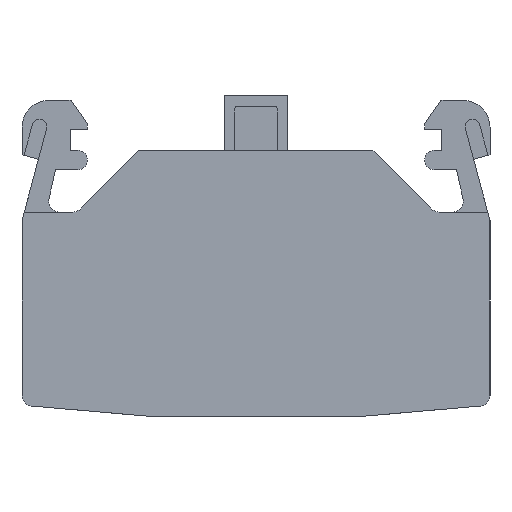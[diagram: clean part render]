
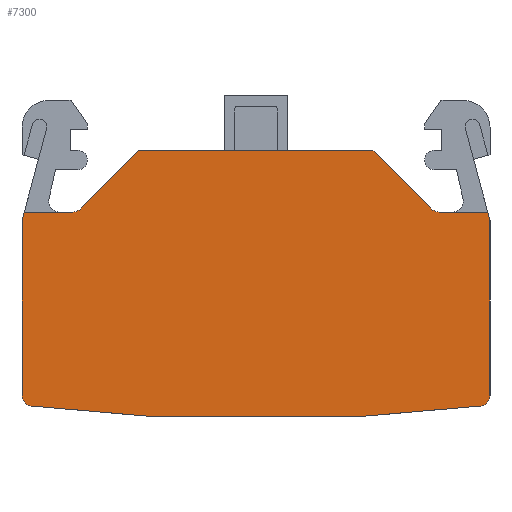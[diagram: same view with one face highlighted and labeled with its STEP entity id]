
A CAD part, front view. The second image highlights one B-rep face of the part: STEP entity #7300.
In plain terms, the highlighted planar face has unit normal (0, -1, 0).
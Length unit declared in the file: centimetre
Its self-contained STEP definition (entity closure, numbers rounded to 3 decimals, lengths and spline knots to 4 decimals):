
#183=CIRCLE('',#7781,0.1);
#184=CIRCLE('',#7784,0.1);
#185=CIRCLE('',#7787,0.1);
#186=CIRCLE('',#7790,0.1);
#501=FACE_OUTER_BOUND('',#895,.T.);
#895=EDGE_LOOP('',(#6171,#6172,#6173,#6174,#6175,#6176,#6177,#6178,#6179,
#6180,#6181,#6182,#6183,#6184,#6185,#6186));
#1713=LINE('',#11455,#2640);
#1716=LINE('',#11461,#2643);
#1719=LINE('',#11466,#2646);
#1721=LINE('',#11471,#2648);
#1724=LINE('',#11476,#2651);
#1747=LINE('',#11524,#2674);
#1763=LINE('',#11555,#2690);
#1766=LINE('',#11562,#2693);
#1767=LINE('',#11566,#2694);
#1769=LINE('',#11572,#2696);
#1772=LINE('',#11580,#2699);
#1773=LINE('',#11582,#2700);
#2640=VECTOR('',#9303,1.113);
#2643=VECTOR('',#9308,0.0828);
#2646=VECTOR('',#9313,1.6434);
#2648=VECTOR('',#9317,0.0828);
#2651=VECTOR('',#9322,0.4571);
#2674=VECTOR('',#9371,1.113);
#2690=VECTOR('',#9405,0.7788);
#2693=VECTOR('',#9414,0.4571);
#2694=VECTOR('',#9421,2.);
#2696=VECTOR('',#9429,1.6434);
#2699=VECTOR('',#9438,0.7788);
#2700=VECTOR('',#9441,2.2);
#3410=VERTEX_POINT('',#11452);
#3411=VERTEX_POINT('',#11454);
#3412=VERTEX_POINT('',#11458);
#3413=VERTEX_POINT('',#11460);
#3414=VERTEX_POINT('',#11464);
#3415=VERTEX_POINT('',#11468);
#3416=VERTEX_POINT('',#11470);
#3417=VERTEX_POINT('',#11474);
#3428=VERTEX_POINT('',#11521);
#3429=VERTEX_POINT('',#11523);
#3434=VERTEX_POINT('',#11552);
#3435=VERTEX_POINT('',#11554);
#3436=VERTEX_POINT('',#11558);
#3437=VERTEX_POINT('',#11568);
#3438=VERTEX_POINT('',#11574);
#3439=VERTEX_POINT('',#11578);
#4331=EDGE_CURVE('',#3411,#3410,#1713,.T.);
#4334=EDGE_CURVE('',#3412,#3413,#1716,.T.);
#4337=EDGE_CURVE('',#3412,#3414,#1719,.T.);
#4339=EDGE_CURVE('',#3415,#3416,#1721,.T.);
#4342=EDGE_CURVE('',#3415,#3417,#1724,.T.);
#4365=EDGE_CURVE('',#3429,#3428,#1747,.T.);
#4381=EDGE_CURVE('',#3435,#3434,#1763,.T.);
#4384=EDGE_CURVE('',#3434,#3436,#183,.T.);
#4385=EDGE_CURVE('',#3436,#3413,#1766,.T.);
#4386=EDGE_CURVE('',#3414,#3411,#184,.T.);
#4387=EDGE_CURVE('',#3410,#3429,#1767,.T.);
#4389=EDGE_CURVE('',#3428,#3437,#185,.T.);
#4390=EDGE_CURVE('',#3437,#3416,#1769,.T.);
#4392=EDGE_CURVE('',#3417,#3438,#186,.T.);
#4394=EDGE_CURVE('',#3438,#3439,#1772,.T.);
#4395=EDGE_CURVE('',#3439,#3435,#1773,.T.);
#6171=ORIENTED_EDGE('',*,*,#4334,.F.);
#6172=ORIENTED_EDGE('',*,*,#4337,.T.);
#6173=ORIENTED_EDGE('',*,*,#4386,.T.);
#6174=ORIENTED_EDGE('',*,*,#4331,.T.);
#6175=ORIENTED_EDGE('',*,*,#4387,.T.);
#6176=ORIENTED_EDGE('',*,*,#4365,.T.);
#6177=ORIENTED_EDGE('',*,*,#4389,.T.);
#6178=ORIENTED_EDGE('',*,*,#4390,.T.);
#6179=ORIENTED_EDGE('',*,*,#4339,.F.);
#6180=ORIENTED_EDGE('',*,*,#4342,.T.);
#6181=ORIENTED_EDGE('',*,*,#4392,.T.);
#6182=ORIENTED_EDGE('',*,*,#4394,.T.);
#6183=ORIENTED_EDGE('',*,*,#4395,.T.);
#6184=ORIENTED_EDGE('',*,*,#4381,.T.);
#6185=ORIENTED_EDGE('',*,*,#4384,.T.);
#6186=ORIENTED_EDGE('',*,*,#4385,.T.);
#6926=PLANE('',#7793);
#7300=ADVANCED_FACE('',(#501),#6926,.F.);
#7781=AXIS2_PLACEMENT_3D('',#11560,#9410,#9411);
#7784=AXIS2_PLACEMENT_3D('',#11564,#9417,#9418);
#7787=AXIS2_PLACEMENT_3D('',#11570,#9425,#9426);
#7790=AXIS2_PLACEMENT_3D('',#11576,#9433,#9434);
#7793=AXIS2_PLACEMENT_3D('',#11583,#9442,#9443);
#9303=DIRECTION('',(0.996,0.,-0.087));
#9308=DIRECTION('',(0.259,0.,0.966));
#9313=DIRECTION('',(0.,0.,-1.));
#9317=DIRECTION('',(0.259,0.,-0.966));
#9322=DIRECTION('',(-1.,0.,0.));
#9371=DIRECTION('',(0.996,0.,0.087));
#9405=DIRECTION('',(-0.707,0.,-0.707));
#9410=DIRECTION('center_axis',(0.,1.,0.));
#9411=DIRECTION('ref_axis',(0.707,0.,-0.707));
#9414=DIRECTION('',(-1.,0.,0.));
#9417=DIRECTION('center_axis',(0.,-1.,0.));
#9418=DIRECTION('ref_axis',(0.087,0.,0.996));
#9421=DIRECTION('',(1.,0.,0.));
#9425=DIRECTION('center_axis',(0.,-1.,0.));
#9426=DIRECTION('ref_axis',(-1.,0.,0.));
#9429=DIRECTION('',(0.,0.,1.));
#9433=DIRECTION('center_axis',(0.,1.,0.));
#9434=DIRECTION('ref_axis',(0.,0.,
-1.));
#9438=DIRECTION('',(-0.707,0.,0.707));
#9441=DIRECTION('',(-1.,0.,0.));
#9442=DIRECTION('center_axis',(0.,1.,0.));
#9443=DIRECTION('ref_axis',(-1.,0.,0.));
#11452=CARTESIAN_POINT('',(-1.,-0.015,-2.5));
#11454=CARTESIAN_POINT('',(-2.1087,-0.015,-2.403));
#11455=CARTESIAN_POINT('',(-2.1087,-0.015,-2.403));
#11458=CARTESIAN_POINT('',(-2.2,-0.015,-0.66));
#11460=CARTESIAN_POINT('',(-2.1786,-0.015,-0.58));
#11461=CARTESIAN_POINT('',(-2.2059,-0.015,-0.682));
#11464=CARTESIAN_POINT('',(-2.2,-0.015,-2.3034));
#11466=CARTESIAN_POINT('',(-2.2,-0.015,-0.58));
#11468=CARTESIAN_POINT('',(2.1786,-0.015,-0.58));
#11470=CARTESIAN_POINT('',(2.2,-0.015,-0.66));
#11471=CARTESIAN_POINT('',(2.2059,-0.015,-0.682));
#11474=CARTESIAN_POINT('',(1.7214,-0.015,-0.58));
#11476=CARTESIAN_POINT('',(2.2,-0.015,-0.58));
#11521=CARTESIAN_POINT('',(2.1087,-0.015,-2.403));
#11523=CARTESIAN_POINT('',(1.,-0.015,-2.5));
#11524=CARTESIAN_POINT('',(1.,-0.015,-2.5));
#11552=CARTESIAN_POINT('',(-1.6507,-0.015,-0.5507));
#11554=CARTESIAN_POINT('',(-1.1,-0.015,0.));
#11555=CARTESIAN_POINT('',(-1.1,-0.015,0.));
#11558=CARTESIAN_POINT('',(-1.7214,-0.015,-0.58));
#11560=CARTESIAN_POINT('Origin',(-1.7214,-0.015,
-0.48));
#11562=CARTESIAN_POINT('',(-1.7214,-0.015,-0.58));
#11564=CARTESIAN_POINT('Origin',(-2.1,-0.015,-2.3034));
#11566=CARTESIAN_POINT('',(-1.,-0.015,-2.5));
#11568=CARTESIAN_POINT('',(2.2,-0.015,-2.3034));
#11570=CARTESIAN_POINT('Origin',(2.1,-0.015,-2.3034));
#11572=CARTESIAN_POINT('',(2.2,-0.015,-2.3034));
#11574=CARTESIAN_POINT('',(1.6507,-0.015,-0.5507));
#11576=CARTESIAN_POINT('Origin',(1.7214,-0.015,-0.48));
#11578=CARTESIAN_POINT('',(1.1,-0.015,0.));
#11580=CARTESIAN_POINT('',(1.6507,-0.015,-0.5507));
#11582=CARTESIAN_POINT('',(1.1,-0.015,0.));
#11583=CARTESIAN_POINT('Origin',(0.,-0.015,
-1.3395));
